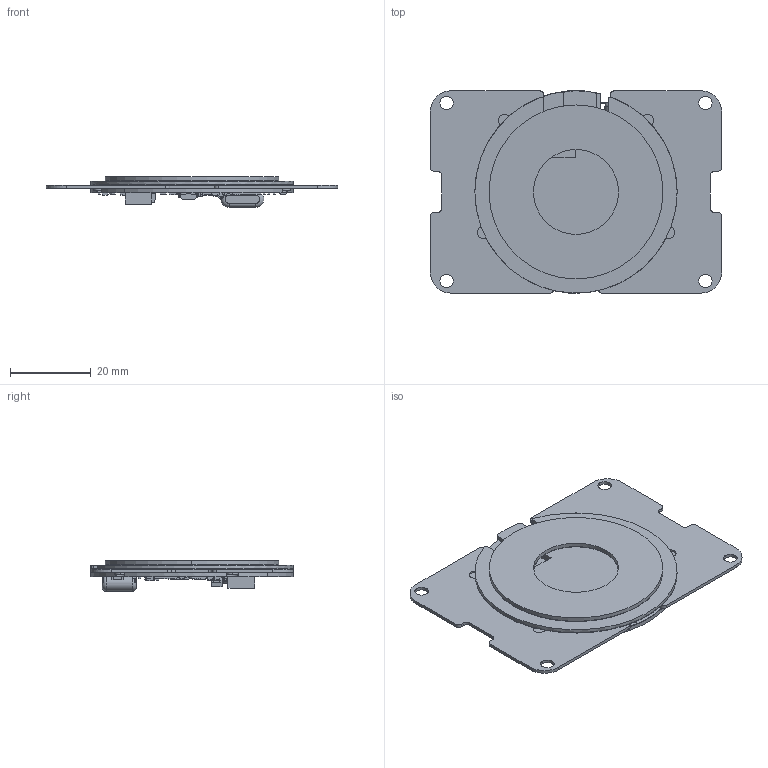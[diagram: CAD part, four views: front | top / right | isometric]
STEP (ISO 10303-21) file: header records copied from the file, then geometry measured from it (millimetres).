
FILE_DESCRIPTION((''),'2;1');
FILE_NAME('U15QR-6053_ASM','2025-01-09T',('X360'),(''),'PRO/ENGINEER BY PARAMETRIC TECHNOLOGY CORPORATION, 2010020','PRO/ENGINEER BY PARAMETRIC TECHNOLOGY CORPORATION, 2010020','');
FILE_SCHEMA(('CONFIG_CONTROL_DESIGN'));
Products named in the file (10): MANIFOLD_SOLID_BREP_19312; MANIFOLD_SOLID_BREP_19313; MANIFOLD_SOLID_BREP_19314; MANIFOLD_SOLID_BREP_19315; MANIFOLD_SOLID_BREP_19316; MANIFOLD_SOLID_BREP_19317; MANIFOLD_SOLID_BREP_19318; MANIFOLD_SOLID_BREP_19319; USER0DCC594BWY4P_ASM; U15QR-6053_ASM
Assembly tree (9 placements, depth 3):
  U15QR-6053_ASM
    USER0DCC594BWY4P_ASM
      MANIFOLD_SOLID_BREP_19312
      MANIFOLD_SOLID_BREP_19313
      MANIFOLD_SOLID_BREP_19314
      MANIFOLD_SOLID_BREP_19315
      MANIFOLD_SOLID_BREP_19316
      MANIFOLD_SOLID_BREP_19317
      MANIFOLD_SOLID_BREP_19318
      MANIFOLD_SOLID_BREP_19319
Bounding box: 72 x 50.02 x 7.6 mm (x, y, z)
Volume: 8217.3 mm3; surface area: 27282.4 mm2
Topology: 8 solids, 8 shells, 5971 faces, 15669 edges, 10061 vertices
Faces by surface type: plane 2973, extrusion 2075, cylinder 703, sphere 216, torus 4
Entity records: 268251 total; most frequent: CARTESIAN_POINT 130831, ORIENTED_EDGE 31002, DIRECTION 21513, EDGE_CURVE 15501, VECTOR 11551, VERTEX_POINT 10061, LINE 9476, B_SPLINE_CURVE_WITH_KNOTS 7042
